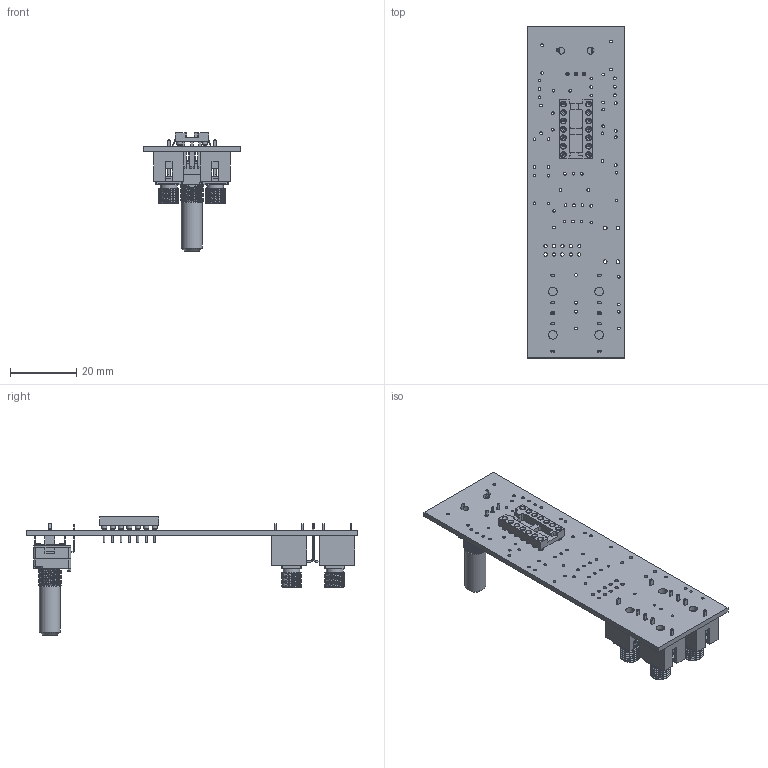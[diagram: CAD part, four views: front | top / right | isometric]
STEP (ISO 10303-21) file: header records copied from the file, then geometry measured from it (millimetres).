
FILE_DESCRIPTION(('KiCad electronic assembly'),'2;1');
FILE_NAME('BYOM_VCO_main.step','2024-06-22T18:45:48',('Pcbnew'),('Kicad' ),'Open CASCADE STEP processor 7.7','KiCad to STEP converter', 'Unknown');
FILE_SCHEMA(('AUTOMOTIVE_DESIGN { 1 0 10303 214 1 1 1 1 }'));
Length unit declared in the file: millimetre
Products named in the file (12): BYOM_VCO_main 1; DIP-14_W7.62mm_Socket; DIP_14_W762mm_Socket; PJ398SM; T; TN; Hole; S; Body; ALPHA-RD901F-40; BYOM_VCO_main_PCB
Assembly tree (14 placements, depth 3):
  BYOM_VCO_main 1
    DIP-14_W7.62mm_Socket
      DIP_14_W762mm_Socket
    PJ398SM  x4
      T
      TN
      Hole
      S
      Body
    ALPHA-RD901F-40
      ALPHA-RD901F-40
    BYOM_VCO_main_PCB
Bounding box: 29.5 x 100 x 35.75 mm (x, y, z)
Volume: 8410.1 mm3; surface area: 14288.6 mm2
Topology: 23 solids, 23 shells, 1300 faces, 3144 edges, 1961 vertices
Faces by surface type: plane 782, cylinder 375, bspline 91, cone 48, torus 4
Full cylindrical faces by diameter (mm): 0.508 x28, 0.8 x76, 1 x13, 1.1 x4, 1.524 x14, 1.6 x4, 1.724 x14, 2 x2, 2.6 x4, 3.6 x8, 5 x4, 6 x20, 6.35 x1
Entity records: 45122 total; most frequent: CARTESIAN_POINT 21753, DIRECTION 4021, ORIENTED_EDGE 3870, EDGE_CURVE 1935, AXIS2_PLACEMENT_3D 1409, LINE 1203, VECTOR 1203, VERTEX_POINT 1202
